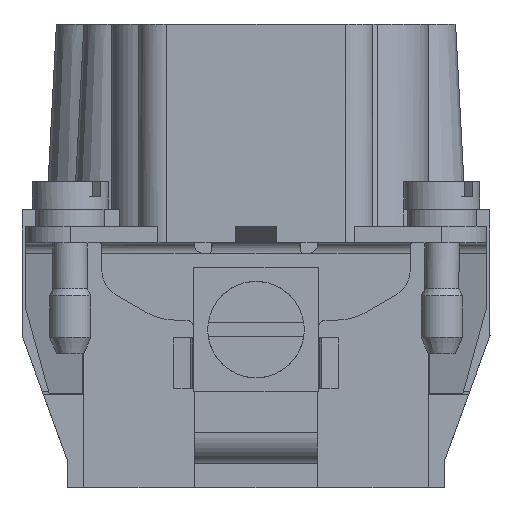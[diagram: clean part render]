
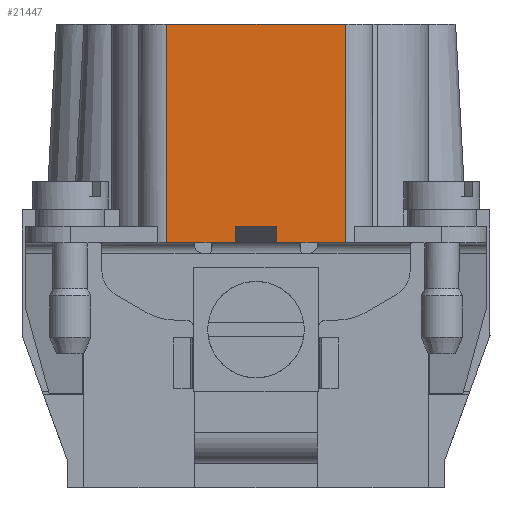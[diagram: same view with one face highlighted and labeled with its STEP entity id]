
A CAD part, left-side view. The second image highlights one B-rep face of the part: STEP entity #21447.
In plain terms, the highlighted planar face has unit normal (-1, 0, 0).
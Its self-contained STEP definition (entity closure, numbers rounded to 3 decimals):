
#21447=ADVANCED_FACE('',(#26240),#24619,.T.);
#24619=PLANE('',#88791);
#26240=FACE_OUTER_BOUND('',#29404,.T.);
#29404=EDGE_LOOP('',(#34393,#34394,#34395,#34396,#34397,#34398,#34399,#34400));
#34393=ORIENTED_EDGE('',*,*,#57311,.T.);
#34394=ORIENTED_EDGE('',*,*,#57288,.T.);
#34395=ORIENTED_EDGE('',*,*,#57312,.T.);
#34396=ORIENTED_EDGE('',*,*,#57313,.F.);
#34397=ORIENTED_EDGE('',*,*,#57314,.F.);
#34398=ORIENTED_EDGE('',*,*,#57315,.T.);
#34399=ORIENTED_EDGE('',*,*,#57302,.T.);
#34400=ORIENTED_EDGE('',*,*,#57306,.F.);
#51460=VERTEX_POINT('',#111124);
#51461=VERTEX_POINT('',#111126);
#51474=VERTEX_POINT('',#111153);
#51475=VERTEX_POINT('',#111155);
#51478=VERTEX_POINT('',#111162);
#51481=VERTEX_POINT('',#111174);
#51482=VERTEX_POINT('',#111176);
#51483=VERTEX_POINT('',#111178);
#57288=EDGE_CURVE('',#51461,#51460,#72756,.T.);
#57302=EDGE_CURVE('',#51475,#51474,#72766,.T.);
#57306=EDGE_CURVE('',#51478,#51474,#72770,.T.);
#57311=EDGE_CURVE('',#51478,#51461,#72775,.T.);
#57312=EDGE_CURVE('',#51460,#51481,#72776,.T.);
#57313=EDGE_CURVE('',#51482,#51481,#72777,.T.);
#57314=EDGE_CURVE('',#51483,#51482,#72778,.T.);
#57315=EDGE_CURVE('',#51483,#51475,#72779,.T.);
#72756=LINE('',#111125,#78241);
#72766=LINE('',#111154,#78251);
#72770=LINE('',#111163,#78255);
#72775=LINE('',#111171,#78260);
#72776=LINE('',#111173,#78261);
#72777=LINE('',#111175,#78262);
#72778=LINE('',#111177,#78263);
#72779=LINE('',#111179,#78264);
#78241=VECTOR('',#93210,1.);
#78251=VECTOR('',#93230,1.);
#78255=VECTOR('',#93236,1.);
#78260=VECTOR('',#93243,1.);
#78261=VECTOR('',#93246,1.);
#78262=VECTOR('',#93247,1.);
#78263=VECTOR('',#93248,1.);
#78264=VECTOR('',#93249,1.);
#88791=AXIS2_PLACEMENT_3D('',#111180,#93250,#93251);
#93210=DIRECTION('',(0.,-1.,0.));
#93230=DIRECTION('',(0.,0.,1.));
#93236=DIRECTION('',(0.,1.,0.));
#93243=DIRECTION('',(0.,0.,-1.));
#93246=DIRECTION('',(0.,0.,1.));
#93247=DIRECTION('',(0.,-1.,0.));
#93248=DIRECTION('',(0.,0.,1.));
#93249=DIRECTION('',(0.,-1.,0.));
#93250=DIRECTION('',(-1.,0.,0.));
#93251=DIRECTION('',(0.,1.,0.));
#111124=CARTESIAN_POINT('',(-55.5,-6.5,0.));
#111125=CARTESIAN_POINT('',(-55.5,-1.5,0.));
#111126=CARTESIAN_POINT('',(-55.5,-1.5,0.));
#111153=CARTESIAN_POINT('',(-55.5,1.5,1.2));
#111154=CARTESIAN_POINT('',(-55.5,1.5,0.));
#111155=CARTESIAN_POINT('',(-55.5,1.5,0.));
#111162=CARTESIAN_POINT('',(-55.5,-1.5,1.2));
#111163=CARTESIAN_POINT('',(-55.5,-1.5,1.2));
#111171=CARTESIAN_POINT('',(-55.5,-1.5,1.2));
#111173=CARTESIAN_POINT('',(-55.5,-6.5,0.));
#111174=CARTESIAN_POINT('',(-55.5,-6.5,15.9));
#111175=CARTESIAN_POINT('',(-55.5,6.5,15.9));
#111176=CARTESIAN_POINT('',(-55.5,6.5,15.9));
#111177=CARTESIAN_POINT('',(-55.5,6.5,0.));
#111178=CARTESIAN_POINT('',(-55.5,6.5,0.));
#111179=CARTESIAN_POINT('',(-55.5,6.5,0.));
#111180=CARTESIAN_POINT('',(-55.5,-6.6,16.));
